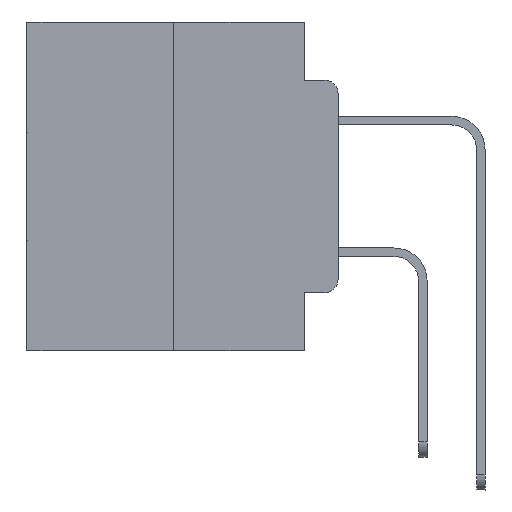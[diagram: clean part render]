
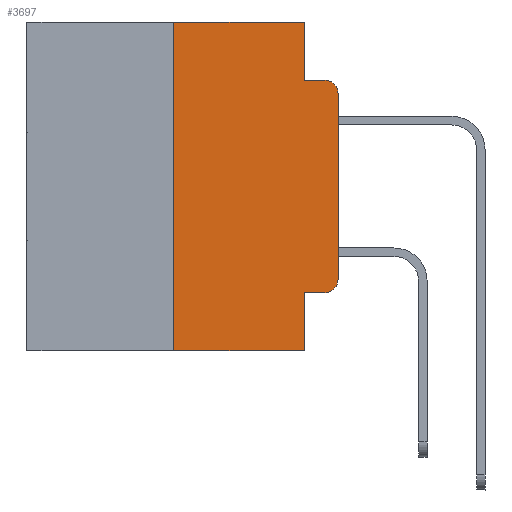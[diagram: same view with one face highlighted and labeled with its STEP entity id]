
A CAD part, left-side view. The second image highlights one B-rep face of the part: STEP entity #3697.
In plain terms, the highlighted planar face has unit normal (-1, 0, 0).
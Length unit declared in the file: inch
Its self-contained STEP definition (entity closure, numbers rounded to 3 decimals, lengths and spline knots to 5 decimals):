
#508 = DIRECTION ( 'NONE',  ( 0., 0., -1. ) ) ;
#1066 = DIRECTION ( 'NONE',  ( 1., 0., 0. ) ) ;
#1481 = DIRECTION ( 'NONE',  ( 0., 0., -1. ) ) ;
#1744 = DIRECTION ( 'NONE',  ( 0., -1., 0. ) ) ;
#2175 = LINE ( 'NONE', #2323, #24125 ) ;
#2323 = CARTESIAN_POINT ( 'NONE',  ( 0., 0.25, 0. ) ) ;
#2509 = VECTOR ( 'NONE', #9798, 39.37008 ) ;
#2855 = CARTESIAN_POINT ( 'NONE',  ( 0., 0., -0.3915 ) ) ;
#2924 = CARTESIAN_POINT ( 'NONE',  ( 0., 0.02, -0.0885 ) ) ;
#3046 = PLANE ( 'NONE',  #25806 ) ;
#3697 = ADVANCED_FACE ( 'NONE', ( #12010 ), #3046, .F. ) ;
#3773 = EDGE_CURVE ( 'NONE', #26746, #26934, #9716, .T. ) ;
#4014 = EDGE_CURVE ( 'NONE', #5433, #24232, #25203, .T. ) ;
#4291 = ORIENTED_EDGE ( 'NONE', *, *, #9327, .F. ) ;
#4389 = CARTESIAN_POINT ( 'NONE',  ( 0., 0., 0. ) ) ;
#4499 = EDGE_CURVE ( 'NONE', #24232, #20232, #26401, .T. ) ;
#4840 = LINE ( 'NONE', #13984, #6574 ) ;
#5433 = VERTEX_POINT ( 'NONE', #2855 ) ;
#5471 = CARTESIAN_POINT ( 'NONE',  ( 0., 0.051, -0.5 ) ) ;
#5716 = CARTESIAN_POINT ( 'NONE',  ( 0., 0.02, -0.3915 ) ) ;
#6509 = CARTESIAN_POINT ( 'NONE',  ( 0., 0.051, -0.0885 ) ) ;
#6574 = VECTOR ( 'NONE', #20945, 39.37008 ) ;
#7745 = DIRECTION ( 'NONE',  ( 0., 0., -1. ) ) ;
#7952 = AXIS2_PLACEMENT_3D ( 'NONE', #21003, #20712, #508 ) ;
#8022 = VECTOR ( 'NONE', #1744, 39.37008 ) ;
#8272 = EDGE_CURVE ( 'NONE', #27103, #9722, #13347, .T. ) ;
#8499 = ORIENTED_EDGE ( 'NONE', *, *, #4014, .T. ) ;
#9082 = ORIENTED_EDGE ( 'NONE', *, *, #12236, .F. ) ;
#9327 = EDGE_CURVE ( 'NONE', #20677, #26934, #4840, .T. ) ;
#9412 = CARTESIAN_POINT ( 'NONE',  ( 0., 0., -0.1085 ) ) ;
#9712 = CARTESIAN_POINT ( 'NONE',  ( 0., 0.051, -0.4115 ) ) ;
#9716 = LINE ( 'NONE', #12163, #13197 ) ;
#9722 = VERTEX_POINT ( 'NONE', #13653 ) ;
#9798 = DIRECTION ( 'NONE',  ( 0., 0., 1. ) ) ;
#10687 = AXIS2_PLACEMENT_3D ( 'NONE', #5716, #19534, #24242 ) ;
#10901 = CARTESIAN_POINT ( 'NONE',  ( 0., 0.051, 0. ) ) ;
#11411 = ORIENTED_EDGE ( 'NONE', *, *, #3773, .T. ) ;
#12010 = FACE_OUTER_BOUND ( 'NONE', #29294, .T. ) ;
#12163 = CARTESIAN_POINT ( 'NONE',  ( 0., 0.473, -0.5 ) ) ;
#12213 = ORIENTED_EDGE ( 'NONE', *, *, #24935, .F. ) ;
#12236 = EDGE_CURVE ( 'NONE', #14774, #27103, #22241, .T. ) ;
#12536 = EDGE_CURVE ( 'NONE', #20677, #24726, #12778, .T. ) ;
#12778 = LINE ( 'NONE', #22023, #19805 ) ;
#12930 = DIRECTION ( 'NONE',  ( 0., -1., 0. ) ) ;
#13197 = VECTOR ( 'NONE', #16886, 39.37008 ) ;
#13347 = LINE ( 'NONE', #10901, #17460 ) ;
#13585 = DIRECTION ( 'NONE',  ( 0., 0., 1. ) ) ;
#13653 = CARTESIAN_POINT ( 'NONE',  ( 0., 0.051, -0.0885 ) ) ;
#13984 = CARTESIAN_POINT ( 'NONE',  ( 0., 0.051, 0. ) ) ;
#14649 = EDGE_CURVE ( 'NONE', #24726, #5433, #23797, .T. ) ;
#14774 = VERTEX_POINT ( 'NONE', #20933 ) ;
#15139 = ORIENTED_EDGE ( 'NONE', *, *, #4499, .T. ) ;
#16886 = DIRECTION ( 'NONE',  ( 0., -1., 0. ) ) ;
#17460 = VECTOR ( 'NONE', #1481, 39.37008 ) ;
#17958 = ORIENTED_EDGE ( 'NONE', *, *, #12536, .T. ) ;
#19534 = DIRECTION ( 'NONE',  ( -1., 0., 0. ) ) ;
#19589 = VECTOR ( 'NONE', #27153, 39.37008 ) ;
#19805 = VECTOR ( 'NONE', #12930, 39.37008 ) ;
#20232 = VERTEX_POINT ( 'NONE', #2924 ) ;
#20280 = CARTESIAN_POINT ( 'NONE',  ( 0., 0.473, 0. ) ) ;
#20677 = VERTEX_POINT ( 'NONE', #9712 ) ;
#20712 = DIRECTION ( 'NONE',  ( -1., 0., 0. ) ) ;
#20933 = CARTESIAN_POINT ( 'NONE',  ( 0., 0.25, 0. ) ) ;
#20945 = DIRECTION ( 'NONE',  ( 0., 0., -1. ) ) ;
#21003 = CARTESIAN_POINT ( 'NONE',  ( 0., 0.02, -0.1085 ) ) ;
#22023 = CARTESIAN_POINT ( 'NONE',  ( 0., 0.051, -0.4115 ) ) ;
#22237 = ORIENTED_EDGE ( 'NONE', *, *, #14649, .T. ) ;
#22241 = LINE ( 'NONE', #20280, #8022 ) ;
#22445 = LINE ( 'NONE', #6509, #19589 ) ;
#23563 = CARTESIAN_POINT ( 'NONE',  ( 0., 0.473, 0. ) ) ;
#23797 = CIRCLE ( 'NONE', #10687, 0.02 ) ;
#24125 = VECTOR ( 'NONE', #13585, 39.37008 ) ;
#24232 = VERTEX_POINT ( 'NONE', #9412 ) ;
#24242 = DIRECTION ( 'NONE',  ( 0., 0., -1. ) ) ;
#24726 = VERTEX_POINT ( 'NONE', #25751 ) ;
#24935 = EDGE_CURVE ( 'NONE', #26746, #14774, #2175, .T. ) ;
#25203 = LINE ( 'NONE', #4389, #2509 ) ;
#25751 = CARTESIAN_POINT ( 'NONE',  ( 0., 0.02, -0.4115 ) ) ;
#25806 = AXIS2_PLACEMENT_3D ( 'NONE', #23563, #1066, #7745 ) ;
#26206 = ORIENTED_EDGE ( 'NONE', *, *, #28591, .F. ) ;
#26401 = CIRCLE ( 'NONE', #7952, 0.02 ) ;
#26746 = VERTEX_POINT ( 'NONE', #29043 ) ;
#26750 = ORIENTED_EDGE ( 'NONE', *, *, #8272, .F. ) ;
#26934 = VERTEX_POINT ( 'NONE', #5471 ) ;
#27103 = VERTEX_POINT ( 'NONE', #29009 ) ;
#27153 = DIRECTION ( 'NONE',  ( 0., -1., 0. ) ) ;
#28591 = EDGE_CURVE ( 'NONE', #9722, #20232, #22445, .T. ) ;
#29009 = CARTESIAN_POINT ( 'NONE',  ( 0., 0.051, 0. ) ) ;
#29043 = CARTESIAN_POINT ( 'NONE',  ( 0., 0.25, -0.5 ) ) ;
#29294 = EDGE_LOOP ( 'NONE', ( #8499, #15139, #26206, #26750, #9082, #12213, #11411, #4291, #17958, #22237 ) ) ;
